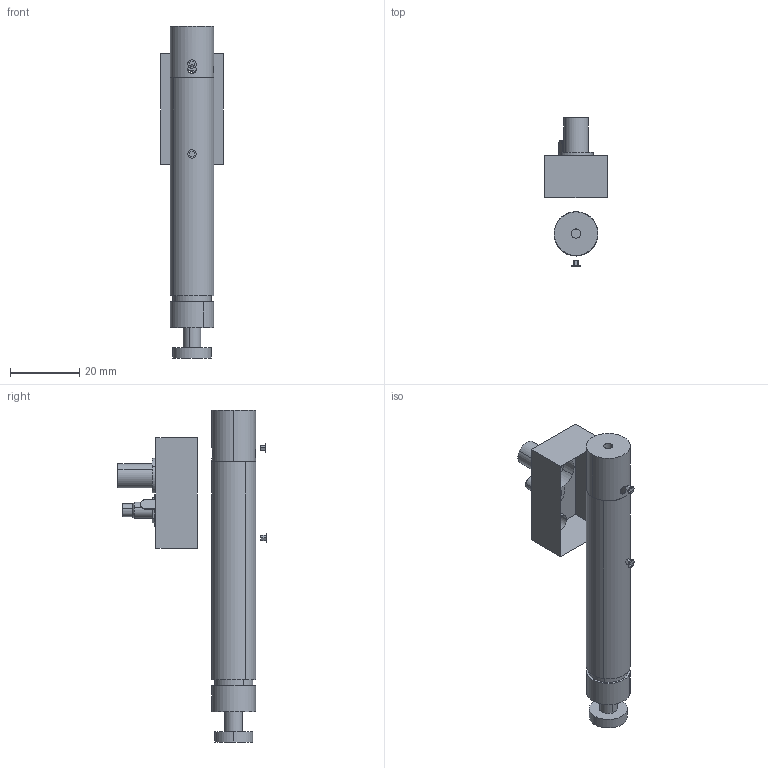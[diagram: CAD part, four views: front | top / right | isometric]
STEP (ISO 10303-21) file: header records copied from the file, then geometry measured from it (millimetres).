
FILE_DESCRIPTION (( 'STEP AP214' ), '1' );
FILE_NAME ('15668-E0W.step', '2007-11-13T11:27:39', ( ' ' ), ( ' ' ), 'SwSTEP 2.0', 'SolidWorks 2007', '' );
FILE_SCHEMA (( 'AUTOMOTIVE_DESIGN' ));
Length unit declared in the file: millimetre
Products named in the file (1): 15668-E0W
Bounding box: 18 x 42.85 x 96 mm (x, y, z)
Surface area: 6902.4 mm2 (no closed solid volume)
Topology: 0 solids, 15 shells, 115 faces, 303 edges, 200 vertices
Faces by surface type: plane 64, cylinder 39, cone 12
Entity records: 4887 total; most frequent: CARTESIAN_POINT 739, DIRECTION 641, ORIENTED_EDGE 503, EDGE_CURVE 299, AXIS2_PLACEMENT_3D 232, VERTEX_POINT 200, VECTOR 177, LINE 177
